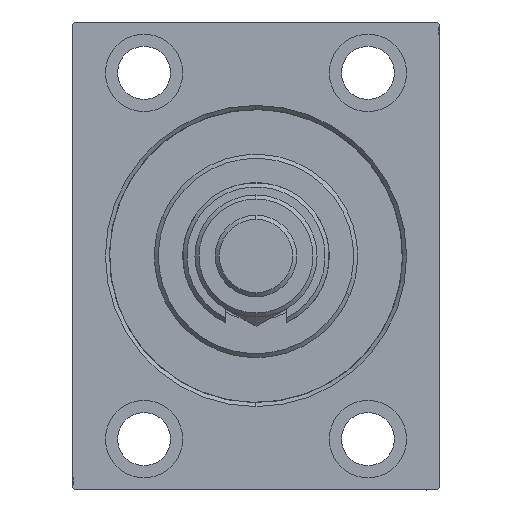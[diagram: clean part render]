
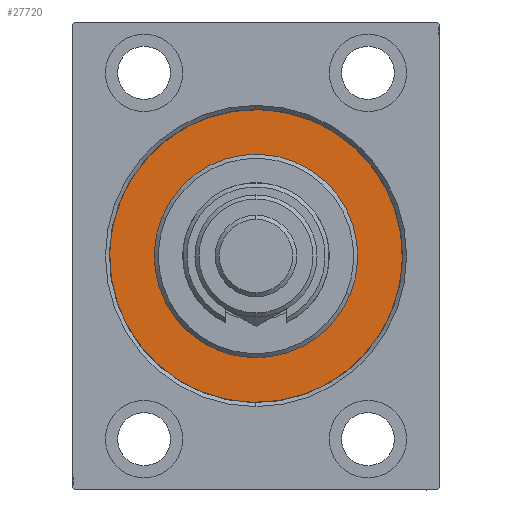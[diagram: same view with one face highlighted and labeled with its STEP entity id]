
A CAD part, left-side view. The second image highlights one B-rep face of the part: STEP entity #27720.
In plain terms, the highlighted face is planar.
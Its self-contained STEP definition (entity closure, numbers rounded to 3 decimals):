
#5334 = CARTESIAN_POINT ( 'NONE',  ( 0., 0., 0. ) ) ;
#6159 = ORIENTED_EDGE ( 'NONE', *, *, #23127, .F. ) ;
#7128 = AXIS2_PLACEMENT_3D ( 'NONE', #29833, #40665, #19450 ) ;
#10247 = PLANE ( 'NONE',  #38434 ) ;
#10793 = EDGE_LOOP ( 'NONE', ( #6159, #32052 ) ) ;
#11790 = EDGE_LOOP ( 'NONE', ( #32385, #12805 ) ) ;
#12805 = ORIENTED_EDGE ( 'NONE', *, *, #17417, .F. ) ;
#13255 = CIRCLE ( 'NONE', #14035, 25. ) ;
#13291 = DIRECTION ( 'NONE',  ( 0., 0., -1. ) ) ;
#13462 = EDGE_CURVE ( 'NONE', #43353, #19077, #29737, .T. ) ;
#13898 = CARTESIAN_POINT ( 'NONE',  ( 0., 0., 0. ) ) ;
#14008 = FACE_BOUND ( 'NONE', #11790, .T. ) ;
#14035 = AXIS2_PLACEMENT_3D ( 'NONE', #44672, #23448, #13291 ) ;
#16060 = CIRCLE ( 'NONE', #42439, 36. ) ;
#17147 = CARTESIAN_POINT ( 'NONE',  ( 0., 0., 36. ) ) ;
#17195 = DIRECTION ( 'NONE',  ( 0., 0., 1. ) ) ;
#17417 = EDGE_CURVE ( 'NONE', #19077, #43353, #13255, .T. ) ;
#19077 = VERTEX_POINT ( 'NONE', #34875 ) ;
#19450 = DIRECTION ( 'NONE',  ( 0., 0., -1. ) ) ;
#20309 = CIRCLE ( 'NONE', #23340, 36. ) ;
#20388 = DIRECTION ( 'NONE',  ( 0., 0., 1. ) ) ;
#23127 = EDGE_CURVE ( 'NONE', #27409, #41593, #20309, .T. ) ;
#23340 = AXIS2_PLACEMENT_3D ( 'NONE', #5334, #37428, #44722 ) ;
#23448 = DIRECTION ( 'NONE',  ( 1., 0., 0. ) ) ;
#27409 = VERTEX_POINT ( 'NONE', #28997 ) ;
#27720 = ADVANCED_FACE ( 'NONE', ( #14008, #28186 ), #10247, .F. ) ;
#28186 = FACE_OUTER_BOUND ( 'NONE', #10793, .T. ) ;
#28316 = DIRECTION ( 'NONE',  ( -1., 0., 0. ) ) ;
#28997 = CARTESIAN_POINT ( 'NONE',  ( 0., 0., -36. ) ) ;
#29737 = CIRCLE ( 'NONE', #7128, 25. ) ;
#29833 = CARTESIAN_POINT ( 'NONE',  ( 0., 0., 0. ) ) ;
#32052 = ORIENTED_EDGE ( 'NONE', *, *, #39366, .F. ) ;
#32385 = ORIENTED_EDGE ( 'NONE', *, *, #13462, .F. ) ;
#34875 = CARTESIAN_POINT ( 'NONE',  ( 0., 0., -25. ) ) ;
#35223 = CARTESIAN_POINT ( 'NONE',  ( 0., 0., 25. ) ) ;
#37428 = DIRECTION ( 'NONE',  ( -1., 0., 0. ) ) ;
#38434 = AXIS2_PLACEMENT_3D ( 'NONE', #42780, #42551, #20388 ) ;
#39366 = EDGE_CURVE ( 'NONE', #41593, #27409, #16060, .T. ) ;
#40665 = DIRECTION ( 'NONE',  ( 1., 0., 0. ) ) ;
#41593 = VERTEX_POINT ( 'NONE', #17147 ) ;
#42439 = AXIS2_PLACEMENT_3D ( 'NONE', #13898, #28316, #17195 ) ;
#42551 = DIRECTION ( 'NONE',  ( -1., 0., 0. ) ) ;
#42780 = CARTESIAN_POINT ( 'NONE',  ( 0., 0., 0. ) ) ;
#43353 = VERTEX_POINT ( 'NONE', #35223 ) ;
#44672 = CARTESIAN_POINT ( 'NONE',  ( 0., 0., 0. ) ) ;
#44722 = DIRECTION ( 'NONE',  ( 0., 0., 1. ) ) ;
